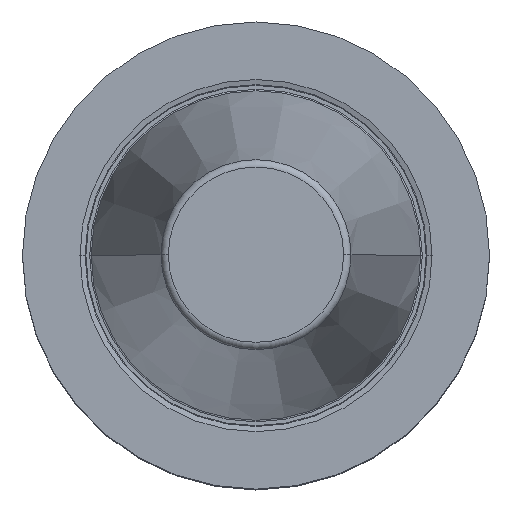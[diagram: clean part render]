
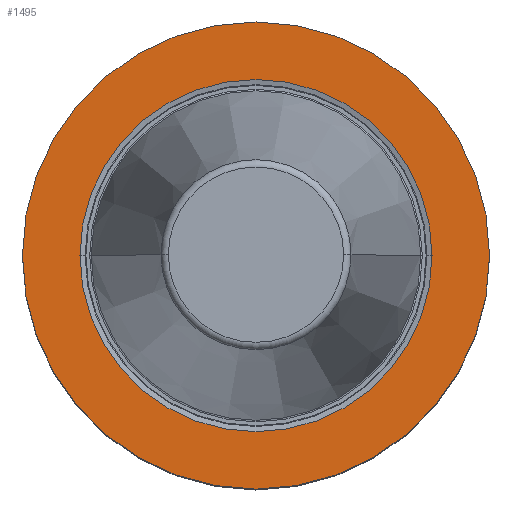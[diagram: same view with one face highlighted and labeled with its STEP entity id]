
A CAD part, top view. The second image highlights one B-rep face of the part: STEP entity #1495.
In plain terms, the highlighted planar face has unit normal (0, 0, 1).
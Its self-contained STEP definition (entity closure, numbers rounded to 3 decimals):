
#114=CARTESIAN_POINT('',(0.,0.,-2.));
#115=DIRECTION('',(0.,0.,-1.));
#116=DIRECTION('',(1.,0.,0.));
#117=AXIS2_PLACEMENT_3D('',#114,#115,#116);
#122=CARTESIAN_POINT('',(0.,0.,-2.));
#123=DIRECTION('',(0.,0.,1.));
#124=DIRECTION('',(1.,0.,0.));
#125=AXIS2_PLACEMENT_3D('',#122,#123,#124);
#130=CARTESIAN_POINT('',(0.,0.,-2.));
#131=DIRECTION('',(0.,0.,1.));
#132=DIRECTION('',(1.,0.,0.));
#133=AXIS2_PLACEMENT_3D('',#130,#131,#132);
#138=CARTESIAN_POINT('',(0.,0.,-2.));
#139=DIRECTION('',(0.,0.,1.));
#140=DIRECTION('',(-1.,0.,0.));
#141=AXIS2_PLACEMENT_3D('',#138,#139,#140);
#1320=CARTESIAN_POINT('',(31.5,0.,-2.));
#1321=CARTESIAN_POINT('',(-31.5,0.,-2.));
#1322=VERTEX_POINT('',#1320);
#1323=VERTEX_POINT('',#1321);
#1382=CARTESIAN_POINT('',(23.746,0.,-2.));
#1383=VERTEX_POINT('',#1382);
#1386=CARTESIAN_POINT('',(-23.746,0.,-2.));
#1387=VERTEX_POINT('',#1386);
#1480=CARTESIAN_POINT('',(0.,0.,-2.));
#1481=DIRECTION('',(0.,0.,-1.));
#1482=DIRECTION('',(-1.,0.,0.));
#1483=AXIS2_PLACEMENT_3D('',#1480,#1481,#1482);
#1484=PLANE('',#1483);
#1485=ORIENTED_EDGE('',*,*,#1401,.T.);
#1486=ORIENTED_EDGE('',*,*,#1460,.F.);
#1487=EDGE_LOOP('',(#1485,#1486));
#1488=FACE_OUTER_BOUND('',#1487,.F.);
#1490=ORIENTED_EDGE('',*,*,#1489,.T.);
#1492=ORIENTED_EDGE('',*,*,#1491,.T.);
#1493=EDGE_LOOP('',(#1490,#1492));
#1494=FACE_BOUND('',#1493,.F.);
#118=CIRCLE('',#117,31.5);
#126=CIRCLE('',#125,31.5);
#134=CIRCLE('',#133,23.746);
#142=CIRCLE('',#141,23.746);
#1401=EDGE_CURVE('',#1322,#1323,#118,.T.);
#1460=EDGE_CURVE('',#1322,#1323,#126,.T.);
#1489=EDGE_CURVE('',#1383,#1387,#134,.T.);
#1491=EDGE_CURVE('',#1387,#1383,#142,.T.);
#1495=ADVANCED_FACE('',(#1488,#1494),#1484,.F.);
